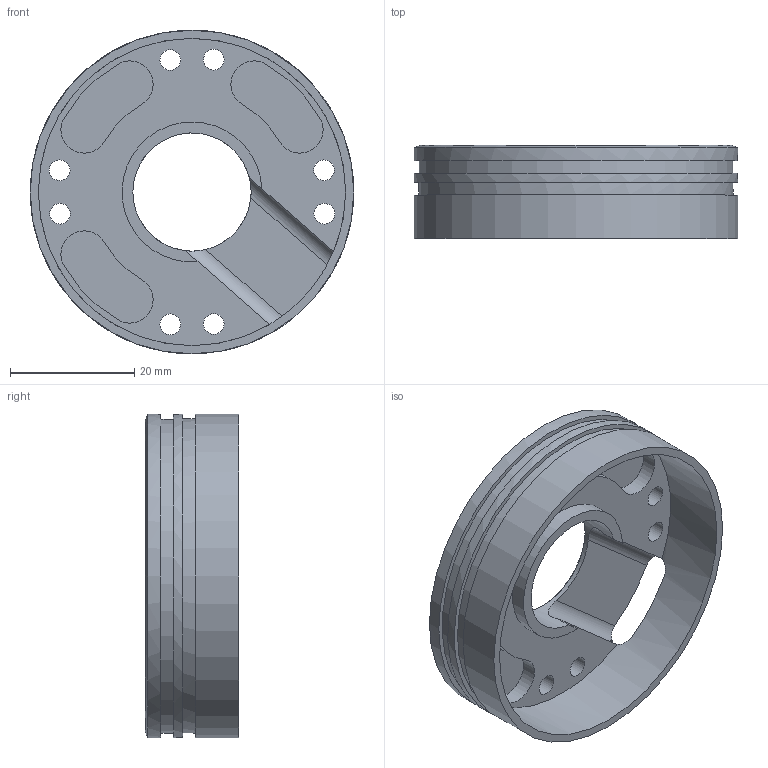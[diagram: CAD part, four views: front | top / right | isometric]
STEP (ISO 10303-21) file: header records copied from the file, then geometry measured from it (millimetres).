
FILE_DESCRIPTION(/* description */ (''),/* implementation_level */ '2;1');
FILE_NAME(/* name */ '215fa389-8377-40d0-99da-9f358c03943a.stp',/* time_stamp */ '2018-11-25T19:02:41+00:00',/* author */ ('emisnug'),/* organization */ (''),/* preprocessor_version */ 'ST-DEVELOPER v17.2',/* originating_system */ 'Autodesk Translation Framework v7.6.0.251',/* authorisation */ '');
FILE_SCHEMA (('AUTOMOTIVE_DESIGN { 1 0 10303 214 3 1 1 }'));
Length unit declared in the file: millimetre
Products named in the file (1): Front Part
Bounding box: 52 x 15 x 52 mm (x, y, z)
Volume: 7991 mm3; surface area: 9197.5 mm2
Topology: 1 solids, 1 shells, 49 faces, 139 edges, 94 vertices
Faces by surface type: cylinder 32, plane 15, cone 2
Full cylindrical faces by diameter (mm): 3.332 x8, 19 x1, 49.4 x1, 50.5 x1, 52 x2
Entity records: 1884 total; most frequent: CARTESIAN_POINT 447, DIRECTION 297, ORIENTED_EDGE 278, EDGE_CURVE 139, AXIS2_PLACEMENT_3D 124, VERTEX_POINT 94, CIRCLE 74, EDGE_LOOP 71
